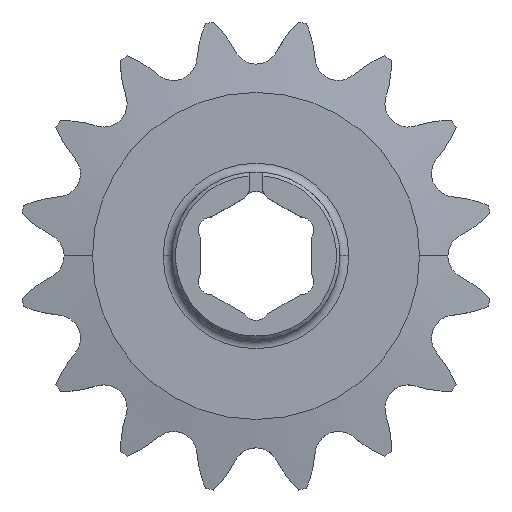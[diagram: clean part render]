
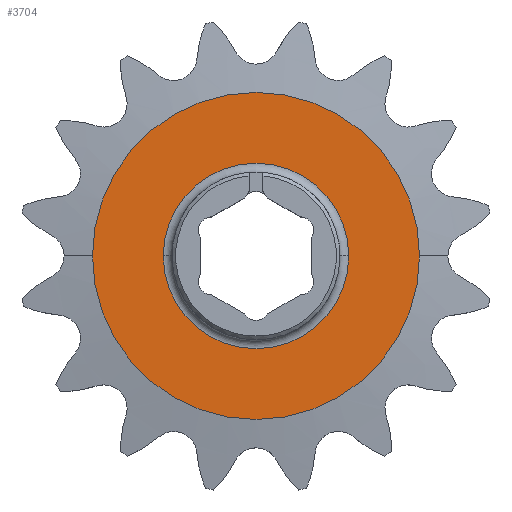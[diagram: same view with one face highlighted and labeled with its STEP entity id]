
A CAD part, top view. The second image highlights one B-rep face of the part: STEP entity #3704.
In plain terms, the highlighted planar face has unit normal (0, 0, 1).
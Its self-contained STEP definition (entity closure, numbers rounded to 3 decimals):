
#7 = DIRECTION ( 'NONE',  ( 0., 0., -1. ) ) ;
#47 = DIRECTION ( 'NONE',  ( 1., 0., 0. ) ) ;
#131 = AXIS2_PLACEMENT_3D ( 'NONE', #242, #609, #651 ) ;
#177 = CARTESIAN_POINT ( 'NONE',  ( 0., 0., 2.381 ) ) ;
#242 = CARTESIAN_POINT ( 'NONE',  ( 0., 0., 2.381 ) ) ;
#302 = DIRECTION ( 'NONE',  ( 1., 0., 0. ) ) ;
#446 = EDGE_CURVE ( 'NONE', #1079, #2934, #1895, .T. ) ;
#495 = CARTESIAN_POINT ( 'NONE',  ( 0., 0., 2.381 ) ) ;
#496 = CARTESIAN_POINT ( 'NONE',  ( -18.565, 0., 2.381 ) ) ;
#609 = DIRECTION ( 'NONE',  ( 0., 0., 1. ) ) ;
#612 = ORIENTED_EDGE ( 'NONE', *, *, #2798, .T. ) ;
#651 = DIRECTION ( 'NONE',  ( 1., 0., 0. ) ) ;
#794 = AXIS2_PLACEMENT_3D ( 'NONE', #177, #1426, #1093 ) ;
#924 = CARTESIAN_POINT ( 'NONE',  ( 0., 0., 2.381 ) ) ;
#932 = EDGE_LOOP ( 'NONE', ( #2769, #1208 ) ) ;
#1079 = VERTEX_POINT ( 'NONE', #496 ) ;
#1093 = DIRECTION ( 'NONE',  ( 1., 0., 0. ) ) ;
#1121 = AXIS2_PLACEMENT_3D ( 'NONE', #2952, #7, #47 ) ;
#1208 = ORIENTED_EDGE ( 'NONE', *, *, #2675, .T. ) ;
#1426 = DIRECTION ( 'NONE',  ( 0., 0., 1. ) ) ;
#1748 = PLANE ( 'NONE',  #794 ) ;
#1838 = DIRECTION ( 'NONE',  ( 1., 0., 0. ) ) ;
#1854 = FACE_BOUND ( 'NONE', #1876, .T. ) ;
#1876 = EDGE_LOOP ( 'NONE', ( #612, #3119 ) ) ;
#1885 = DIRECTION ( 'NONE',  ( 0., 0., -1. ) ) ;
#1895 = CIRCLE ( 'NONE', #131, 18.565 ) ;
#1907 = DIRECTION ( 'NONE',  ( 0., 0., 1. ) ) ;
#1935 = VERTEX_POINT ( 'NONE', #4139 ) ;
#2409 = EDGE_CURVE ( 'NONE', #1935, #3574, #2757, .T. ) ;
#2540 = CARTESIAN_POINT ( 'NONE',  ( 10.525, 0., 2.381 ) ) ;
#2675 = EDGE_CURVE ( 'NONE', #2934, #1079, #3332, .T. ) ;
#2688 = AXIS2_PLACEMENT_3D ( 'NONE', #495, #1885, #1838 ) ;
#2757 = CIRCLE ( 'NONE', #2688, 10.525 ) ;
#2769 = ORIENTED_EDGE ( 'NONE', *, *, #446, .T. ) ;
#2798 = EDGE_CURVE ( 'NONE', #3574, #1935, #3041, .T. ) ;
#2832 = CARTESIAN_POINT ( 'NONE',  ( 18.565, 0., 2.381 ) ) ;
#2934 = VERTEX_POINT ( 'NONE', #2832 ) ;
#2952 = CARTESIAN_POINT ( 'NONE',  ( 0., 0., 2.381 ) ) ;
#2966 = AXIS2_PLACEMENT_3D ( 'NONE', #924, #1907, #302 ) ;
#3041 = CIRCLE ( 'NONE', #1121, 10.525 ) ;
#3119 = ORIENTED_EDGE ( 'NONE', *, *, #2409, .T. ) ;
#3209 = FACE_OUTER_BOUND ( 'NONE', #932, .T. ) ;
#3332 = CIRCLE ( 'NONE', #2966, 18.565 ) ;
#3574 = VERTEX_POINT ( 'NONE', #2540 ) ;
#3704 = ADVANCED_FACE ( 'NONE', ( #1854, #3209 ), #1748, .T. ) ;
#4139 = CARTESIAN_POINT ( 'NONE',  ( -10.525, 0., 2.381 ) ) ;
